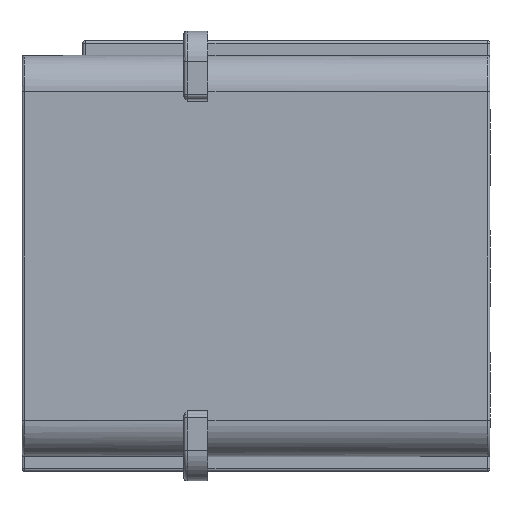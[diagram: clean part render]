
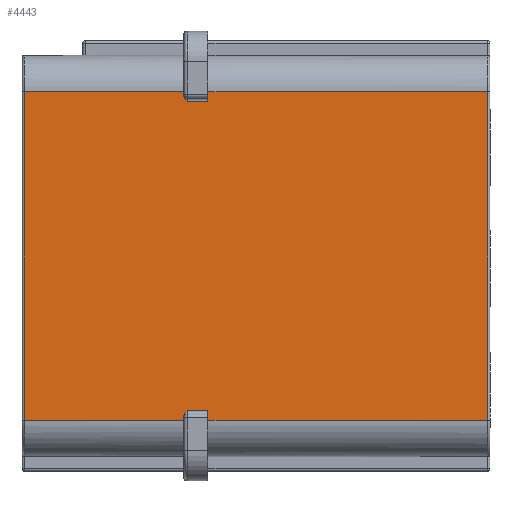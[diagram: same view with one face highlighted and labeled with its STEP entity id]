
A CAD part, left-side view. The second image highlights one B-rep face of the part: STEP entity #4443.
In plain terms, the highlighted planar face has unit normal (-1, 0, 0).
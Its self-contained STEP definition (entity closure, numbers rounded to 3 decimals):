
#3407=B_SPLINE_CURVE_WITH_KNOTS('',3,(#17256,#17257,#17258,#17259,#17260,
#17261),.UNSPECIFIED.,.F.,.F.,(4,2,4),(0.,0.5,1.),.UNSPECIFIED.);
#3408=B_SPLINE_CURVE_WITH_KNOTS('',3,(#17991,#17992,#17993,#17994,#17995,
#17996),.UNSPECIFIED.,.F.,.F.,(4,2,4),(0.,0.5,1.),.UNSPECIFIED.);
#4443=ADVANCED_FACE('3-0-1',(#5150),#4728,.T.);
#4728=PLANE('',#12167);
#5150=FACE_OUTER_BOUND('',#5704,.T.);
#5704=EDGE_LOOP('',(#7946,#7947,#7948,#7949,#7950,#7951,#7952,#7953,#7954,
#7955,#7956,#7957,#7958,#7959));
#7946=ORIENTED_EDGE('',*,*,#9899,.T.);
#7947=ORIENTED_EDGE('',*,*,#9898,.T.);
#7948=ORIENTED_EDGE('',*,*,#9718,.T.);
#7949=ORIENTED_EDGE('',*,*,#9724,.T.);
#7950=ORIENTED_EDGE('',*,*,#9716,.T.);
#7951=ORIENTED_EDGE('',*,*,#9688,.T.);
#7952=ORIENTED_EDGE('',*,*,#9679,.T.);
#7953=ORIENTED_EDGE('',*,*,#9683,.T.);
#7954=ORIENTED_EDGE('',*,*,#9700,.T.);
#7955=ORIENTED_EDGE('',*,*,#9636,.T.);
#7956=ORIENTED_EDGE('',*,*,#9661,.T.);
#7957=ORIENTED_EDGE('',*,*,#9658,.T.);
#7958=ORIENTED_EDGE('',*,*,#9651,.T.);
#7959=ORIENTED_EDGE('',*,*,#9646,.T.);
#8613=VERTEX_POINT('',#17093);
#8614=VERTEX_POINT('',#17095);
#8621=VERTEX_POINT('',#17116);
#8622=VERTEX_POINT('',#17118);
#8626=VERTEX_POINT('',#17128);
#8629=VERTEX_POINT('',#17141);
#8641=VERTEX_POINT('',#17255);
#8642=VERTEX_POINT('',#17262);
#8644=VERTEX_POINT('',#17292);
#8646=VERTEX_POINT('',#17303);
#8662=VERTEX_POINT('',#17471);
#8664=VERTEX_POINT('',#17476);
#8665=VERTEX_POINT('',#17478);
#8760=VERTEX_POINT('',#17981);
#9636=EDGE_CURVE('',#8614,#8613,#10480,.T.);
#9646=EDGE_CURVE('',#8622,#8621,#10486,.T.);
#9651=EDGE_CURVE('',#8626,#8622,#10489,.T.);
#9658=EDGE_CURVE('',#8629,#8626,#10494,.T.);
#9661=EDGE_CURVE('',#8613,#8629,#10495,.T.);
#9679=EDGE_CURVE('',#8642,#8641,#3407,.T.);
#9683=EDGE_CURVE('',#8641,#8644,#10501,.T.);
#9688=EDGE_CURVE('',#8646,#8642,#10506,.T.);
#9700=EDGE_CURVE('',#8644,#8614,#10516,.T.);
#9716=EDGE_CURVE('',#8662,#8646,#10521,.T.);
#9718=EDGE_CURVE('',#8665,#8664,#10522,.T.);
#9724=EDGE_CURVE('',#8664,#8662,#10524,.T.);
#9898=EDGE_CURVE('',#8760,#8665,#10676,.T.);
#9899=EDGE_CURVE('',#8621,#8760,#3408,.T.);
#10480=LINE('',#17094,#11251);
#10486=LINE('',#17117,#11257);
#10489=LINE('',#17127,#11260);
#10494=LINE('',#17142,#11265);
#10495=LINE('',#17171,#11266);
#10501=LINE('',#17293,#11272);
#10506=LINE('',#17302,#11277);
#10516=LINE('',#17325,#11287);
#10521=LINE('',#17472,#11292);
#10522=LINE('',#17477,#11293);
#10524=LINE('',#17513,#11295);
#10676=LINE('',#17989,#11447);
#11251=VECTOR('',#13843,1.);
#11257=VECTOR('',#13861,1.);
#11260=VECTOR('',#13870,1.);
#11265=VECTOR('',#13881,1.);
#11266=VECTOR('',#13888,1.);
#11272=VECTOR('',#13934,1.);
#11277=VECTOR('',#13945,1.);
#11287=VECTOR('',#13965,1.);
#11292=VECTOR('',#14020,1.);
#11293=VECTOR('',#14025,1.);
#11295=VECTOR('',#14035,1.);
#11447=VECTOR('',#14391,1.);
#12167=AXIS2_PLACEMENT_3D('',#17997,#14394,#14395);
#13843=DIRECTION('',(0.,-1.,0.));
#13861=DIRECTION('',(0.,1.,0.));
#13870=DIRECTION('',(0.,0.,-1.));
#13881=DIRECTION('',(0.,1.,0.));
#13888=DIRECTION('',(0.,0.,1.));
#13934=DIRECTION('',(0.,-1.,0.));
#13945=DIRECTION('',(0.,0.,1.));
#13965=DIRECTION('',(0.,0.,-1.));
#14020=DIRECTION('',(0.,-1.,0.));
#14025=DIRECTION('',(0.,1.,0.));
#14035=DIRECTION('',(0.,0.,-1.));
#14391=DIRECTION('',(0.,0.,1.));
#14394=DIRECTION('',(-1.,0.,0.));
#14395=DIRECTION('',(0.,0.,-1.));
#17093=CARTESIAN_POINT('',(-13.786,-19.059,-13.5));
#17094=CARTESIAN_POINT('',(-13.786,3.941,-13.5));
#17095=CARTESIAN_POINT('',(-13.786,3.941,-13.5));
#17116=CARTESIAN_POINT('',(-13.786,5.641,12.75));
#17117=CARTESIAN_POINT('',(-13.786,3.941,12.75));
#17118=CARTESIAN_POINT('',(-13.786,3.941,12.75));
#17127=CARTESIAN_POINT('',(-13.786,3.941,13.5));
#17128=CARTESIAN_POINT('',(-13.786,3.941,13.5));
#17141=CARTESIAN_POINT('',(-13.786,-19.059,13.5));
#17142=CARTESIAN_POINT('',(-13.786,-19.059,13.5));
#17171=CARTESIAN_POINT('',(-13.786,-19.059,-13.5));
#17255=CARTESIAN_POINT('',(-13.786,5.641,-12.75));
#17256=CARTESIAN_POINT('',(-13.786,5.941,-13.24));
#17257=CARTESIAN_POINT('',(-13.786,5.94,-13.143));
#17258=CARTESIAN_POINT('',(-13.786,5.888,-13.02));
#17259=CARTESIAN_POINT('',(-13.786,5.807,-12.905));
#17260=CARTESIAN_POINT('',(-13.786,5.738,-12.834));
#17261=CARTESIAN_POINT('',(-13.786,5.641,-12.75));
#17262=CARTESIAN_POINT('',(-13.786,5.941,-13.24));
#17292=CARTESIAN_POINT('',(-13.786,3.941,-12.75));
#17293=CARTESIAN_POINT('',(-13.786,5.641,-12.75));
#17302=CARTESIAN_POINT('',(-13.786,5.941,-13.5));
#17303=CARTESIAN_POINT('',(-13.786,5.941,-13.5));
#17325=CARTESIAN_POINT('',(-13.786,3.941,-12.75));
#17471=CARTESIAN_POINT('',(-13.786,19.041,-13.5));
#17472=CARTESIAN_POINT('',(-13.786,19.041,-13.5));
#17476=CARTESIAN_POINT('',(-13.786,19.041,13.5));
#17477=CARTESIAN_POINT('',(-13.786,5.941,13.5));
#17478=CARTESIAN_POINT('',(-13.786,5.941,13.5));
#17513=CARTESIAN_POINT('',(-13.786,19.041,13.5));
#17981=CARTESIAN_POINT('',(-13.786,5.941,13.24));
#17989=CARTESIAN_POINT('',(-13.786,5.941,13.24));
#17991=CARTESIAN_POINT('',(-13.786,5.641,12.75));
#17992=CARTESIAN_POINT('',(-13.786,5.743,12.842));
#17993=CARTESIAN_POINT('',(-13.786,5.786,12.876));
#17994=CARTESIAN_POINT('',(-13.786,5.909,13.049));
#17995=CARTESIAN_POINT('',(-13.786,5.94,13.141));
#17996=CARTESIAN_POINT('',(-13.786,5.941,13.24));
#17997=CARTESIAN_POINT('',(-13.786,19.341,13.6));
